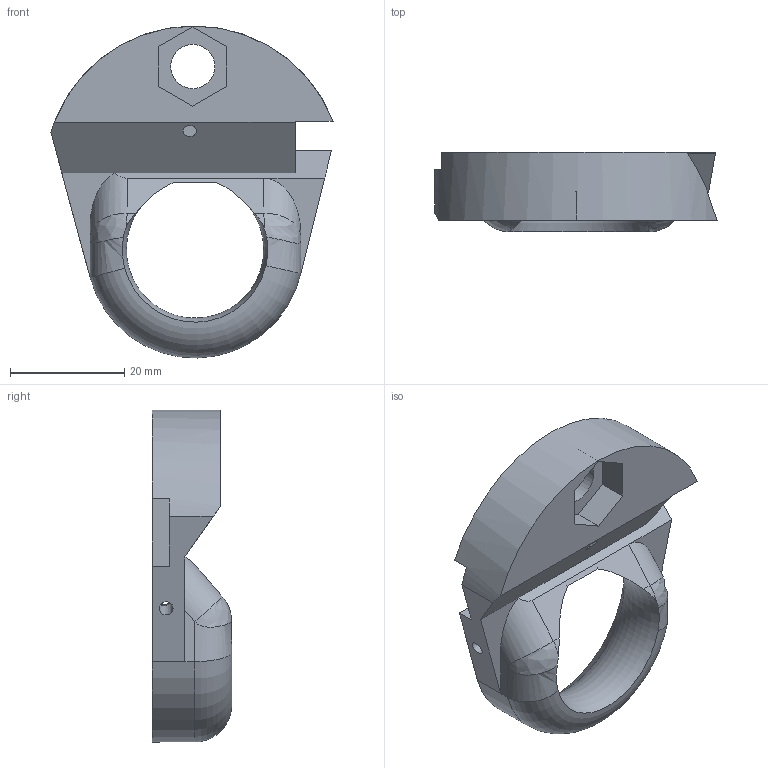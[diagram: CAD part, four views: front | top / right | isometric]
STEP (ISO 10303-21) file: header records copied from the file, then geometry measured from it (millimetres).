
FILE_DESCRIPTION(/* description */ (''),/* implementation_level */ '2;1');
FILE_NAME(/* name */ 'Bottom Fan Shroud printable.step',/* time_stamp */ '2024-08-27T08:54:37-07:00',/* author */ (''),/* organization */ (''),/* preprocessor_version */ 'ST-DEVELOPER v20',/* originating_system */ 'Autodesk Translation Framework v12.14.0.127',/* authorisation */ '');
FILE_SCHEMA (('AUTOMOTIVE_DESIGN { 1 0 10303 214 3 1 1 }'));
Length unit declared in the file: millimetre
Products named in the file (1): Bottom Fan Shroud Print(Mirror)
Bounding box: 49.5 x 13.94 x 58.24 mm (x, y, z)
Volume: 13623.9 mm3; surface area: 6574.3 mm2
Topology: 1 solids, 2 shells, 49 faces, 131 edges, 83 vertices
Faces by surface type: plane 31, cylinder 11, bspline 4, torus 2, cone 1
Full cylindrical faces by diameter (mm): 2.4 x3, 7.75 x1
Entity records: 1790 total; most frequent: CARTESIAN_POINT 572, ORIENTED_EDGE 258, DIRECTION 225, EDGE_CURVE 129, VERTEX_POINT 83, LINE 77, VECTOR 77, AXIS2_PLACEMENT_3D 74
